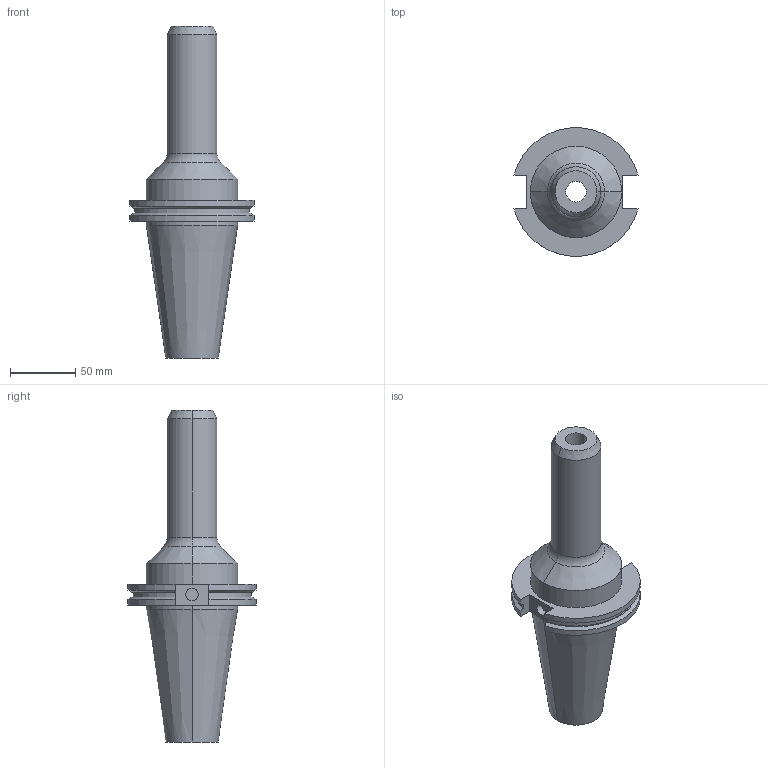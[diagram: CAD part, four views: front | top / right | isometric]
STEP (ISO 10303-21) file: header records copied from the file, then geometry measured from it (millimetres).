
FILE_DESCRIPTION (( 'STEP AP203' ), '1' );
FILE_NAME ('STP-5035-653-A40-600-1(22939-6-AD-B).STEP', '2022-10-28T07:21:59', ( '' ), ( '' ), 'SwSTEP 2.0', 'SolidWorks 2017', '' );
FILE_SCHEMA (( 'CONFIG_CONTROL_DESIGN' ));
Length unit declared in the file: millimetre
Products named in the file (1): STP-5035-653-A40-600-1(22939-6-AD-B)
Bounding box: 94.95 x 98.05 x 254 mm (x, y, z)
Volume: 499263.8 mm3; surface area: 68232.2 mm2
Topology: 1 solids, 1 shells, 58 faces, 134 edges, 84 vertices
Faces by surface type: cylinder 24, plane 18, cone 14, torus 2
Entity records: 1741 total; most frequent: DIRECTION 306, CARTESIAN_POINT 301, ORIENTED_EDGE 268, EDGE_CURVE 134, AXIS2_PLACEMENT_3D 121, VERTEX_POINT 84, EDGE_LOOP 66, LINE 64
